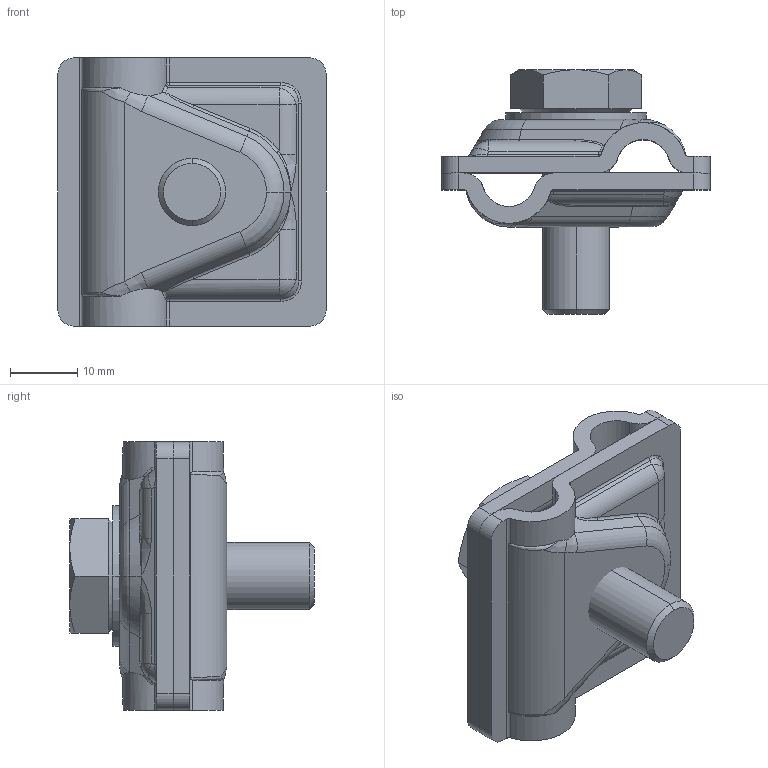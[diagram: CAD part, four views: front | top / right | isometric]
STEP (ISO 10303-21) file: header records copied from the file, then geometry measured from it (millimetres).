
FILE_DESCRIPTION (( 'STEP AP214' ), '1' );
FILE_NAME ('5311423.STEP', '2020-11-09T14:27:23', ( '' ), ( '' ), 'SwSTEP 2.0', 'SolidWorks 2020', '' );
FILE_SCHEMA (( 'AUTOMOTIVE_DESIGN' ));
Length unit declared in the file: millimetre
Products named in the file (5): 144872; 020822; 5311423; 144871; 018102_DIN 137-B10-FSt
Assembly tree (4 placements, depth 2):
  5311423
    144871
    144872
    018102_DIN 137-B10-FSt
    020822
Bounding box: 40 x 36.4 x 40 mm (x, y, z)
Volume: 13227 mm3; surface area: 10652.9 mm2
Topology: 4 solids, 4 shells, 414 faces, 1004 edges, 560 vertices
Faces by surface type: bspline 160, cylinder 118, plane 70, torus 26, cone 20, sphere 20
Entity records: 19436 total; most frequent: CARTESIAN_POINT 6475, ORIENTED_EDGE 1928, DIRECTION 1530, EDGE_CURVE 964, AXIS2_PLACEMENT_3D 633, VERTEX_POINT 560, EDGE_LOOP 422, UNCERTAINTY_MEASURE_WITH_UNIT 421
